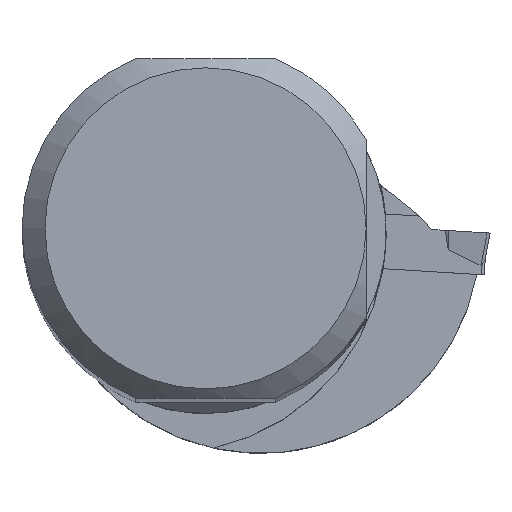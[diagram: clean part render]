
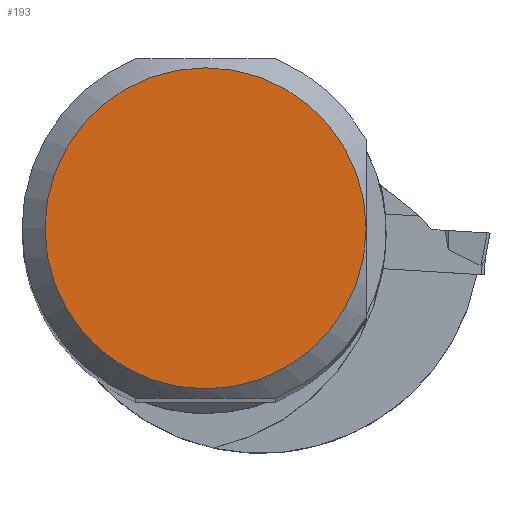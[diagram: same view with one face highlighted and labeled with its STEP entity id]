
A CAD part, top view. The second image highlights one B-rep face of the part: STEP entity #193.
In plain terms, the highlighted planar face has unit normal (0, 0, 1).
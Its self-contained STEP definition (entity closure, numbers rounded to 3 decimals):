
#154=CIRCLE('',#1439,17.5);
#193=ADVANCED_FACE('',(#296),#247,.F.);
#247=PLANE('',#1452);
#296=FACE_OUTER_BOUND('',#362,.T.);
#362=EDGE_LOOP('',(#612));
#612=ORIENTED_EDGE('',*,*,#1031,.T.);
#882=VERTEX_POINT('',#2032);
#1031=EDGE_CURVE('',#882,#882,#154,.T.);
#1439=AXIS2_PLACEMENT_3D('',#2082,#1630,#1631);
#1452=AXIS2_PLACEMENT_3D('',#2095,#1656,#1657);
#1630=DIRECTION('',(0.,0.,1.));
#1631=DIRECTION('',(0.,1.,0.));
#1656=DIRECTION('',(0.,0.,-1.));
#1657=DIRECTION('',(0.,1.,0.));
#2032=CARTESIAN_POINT('',(17.5,0.,0.));
#2082=CARTESIAN_POINT('',(0.,0.,0.));
#2095=CARTESIAN_POINT('',(0.,0.,0.));
